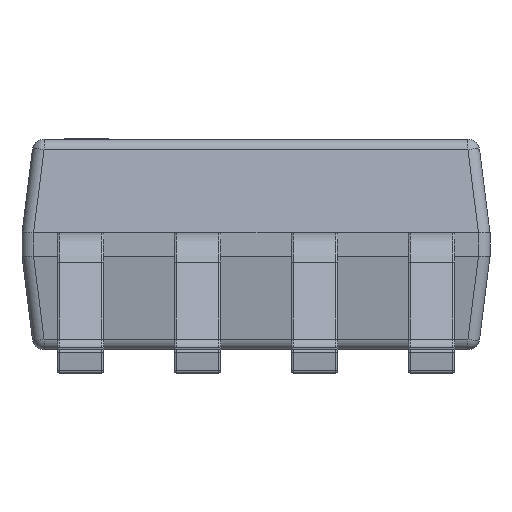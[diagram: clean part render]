
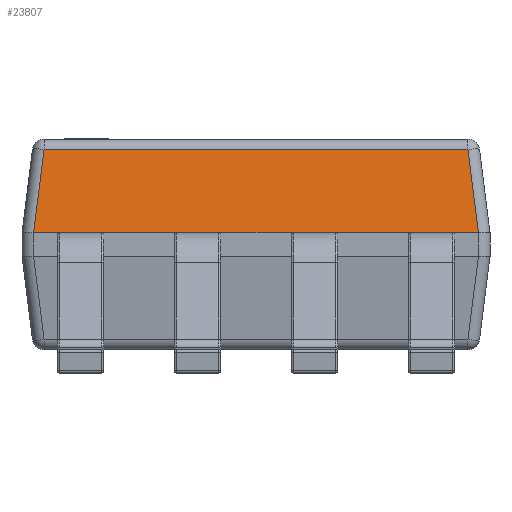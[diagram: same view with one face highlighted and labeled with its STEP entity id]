
A CAD part, left-side view. The second image highlights one B-rep face of the part: STEP entity #23807.
In plain terms, the highlighted planar face has unit normal (-0.992, 0, 0.124).
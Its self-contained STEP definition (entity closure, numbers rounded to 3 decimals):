
#694 = PLANE ( 'NONE',  #14499 ) ;
#853 = ORIENTED_EDGE ( 'NONE', *, *, #1318, .F. ) ;
#972 = VECTOR ( 'NONE', #15731, 1000. ) ;
#1318 = EDGE_CURVE ( 'NONE', #35528, #22436, #36897, .T. ) ;
#1365 = CARTESIAN_POINT ( 'NONE',  ( -1.15, -0.95, 0.6 ) ) ;
#1558 = ORIENTED_EDGE ( 'NONE', *, *, #3760, .T. ) ;
#1920 = ORIENTED_EDGE ( 'NONE', *, *, #15716, .T. ) ;
#1935 = CARTESIAN_POINT ( 'NONE',  ( -1.15, -0.95, 0.6 ) ) ;
#3760 = EDGE_CURVE ( 'NONE', #5012, #36659, #9565, .T. ) ;
#3992 = EDGE_LOOP ( 'NONE', ( #20534, #1920, #853, #35400, #31344, #1558 ) ) ;
#4438 = EDGE_CURVE ( 'NONE', #35528, #11947, #28309, .T. ) ;
#5012 = VERTEX_POINT ( 'NONE', #32364 ) ;
#9565 = LINE ( 'NONE', #35157, #36337 ) ;
#11343 = VECTOR ( 'NONE', #11668, 1000. ) ;
#11668 = DIRECTION ( 'NONE',  ( 0., 1., 0. ) ) ;
#11947 = VERTEX_POINT ( 'NONE', #1935 ) ;
#12587 = CARTESIAN_POINT ( 'NONE',  ( -1.1, 0., 1. ) ) ;
#12887 = CARTESIAN_POINT ( 'NONE',  ( -1.15, -0.95, 0.6 ) ) ;
#13625 = EDGE_CURVE ( 'NONE', #11947, #5012, #23784, .T. ) ;
#14349 =( BOUNDED_CURVE ( )  B_SPLINE_CURVE ( 3, ( #36469, #24471, #15835, #16214 ),
 .UNSPECIFIED., .F., .T. ) 
 B_SPLINE_CURVE_WITH_KNOTS ( ( 4, 4 ),
 ( 6.275, 6.283 ),
 .UNSPECIFIED. ) 
 CURVE ( )  GEOMETRIC_REPRESENTATION_ITEM ( )  RATIONAL_B_SPLINE_CURVE ( ( 1., 1., 1., 1. ) ) 
 REPRESENTATION_ITEM ( '' )  );
#14499 = AXIS2_PLACEMENT_3D ( 'NONE', #12587, #15453, #26907 ) ;
#15453 = DIRECTION ( 'NONE',  ( -0.992, 0., 0.124 ) ) ;
#15716 = EDGE_CURVE ( 'NONE', #16085, #22436, #14349, .T. ) ;
#15731 = DIRECTION ( 'NONE',  ( 0.123, 0.123, 0.985 ) ) ;
#15835 = CARTESIAN_POINT ( 'NONE',  ( -1.15, 0.95, 0.6 ) ) ;
#16085 = VERTEX_POINT ( 'NONE', #16844 ) ;
#16214 = CARTESIAN_POINT ( 'NONE',  ( -1.15, 0.95, 0.6 ) ) ;
#16844 = CARTESIAN_POINT ( 'NONE',  ( -1.15, 0.95, 0.6 ) ) ;
#17592 = DIRECTION ( 'NONE',  ( -0.123, 0.123, -0.985 ) ) ;
#20183 = CARTESIAN_POINT ( 'NONE',  ( -1.086, 0.887, 1.109 ) ) ;
#20534 = ORIENTED_EDGE ( 'NONE', *, *, #23432, .T. ) ;
#20902 = DIRECTION ( 'NONE',  ( 0., 1., 0. ) ) ;
#21352 = CARTESIAN_POINT ( 'NONE',  ( -1.15, -0.95, 0.6 ) ) ;
#21486 = CARTESIAN_POINT ( 'NONE',  ( -1.15, 0.95, 0.6 ) ) ;
#21727 = CARTESIAN_POINT ( 'NONE',  ( -1.15, -0.95, 0.6 ) ) ;
#22436 = VERTEX_POINT ( 'NONE', #21486 ) ;
#22453 = LINE ( 'NONE', #20183, #25855 ) ;
#23432 = EDGE_CURVE ( 'NONE', #36659, #16085, #22453, .T. ) ;
#23784 = LINE ( 'NONE', #27748, #972 ) ;
#23807 = ADVANCED_FACE ( 'NONE', ( #26160 ), #694, .T. ) ;
#24471 = CARTESIAN_POINT ( 'NONE',  ( -1.15, 0.95, 0.6 ) ) ;
#24786 = CARTESIAN_POINT ( 'NONE',  ( -1.105, 0.906, 0.956 ) ) ;
#25855 = VECTOR ( 'NONE', #17592, 1000. ) ;
#26160 = FACE_OUTER_BOUND ( 'NONE', #3992, .T. ) ;
#26907 = DIRECTION ( 'NONE',  ( 0., 1., 0. ) ) ;
#27748 = CARTESIAN_POINT ( 'NONE',  ( -1.086, -0.887, 1.109 ) ) ;
#28309 =( BOUNDED_CURVE ( )  B_SPLINE_CURVE ( 3, ( #12887, #21727, #1365, #21352 ),
 .UNSPECIFIED., .F., .F. ) 
 B_SPLINE_CURVE_WITH_KNOTS ( ( 4, 4 ),
 ( 0., 0.008 ),
 .UNSPECIFIED. ) 
 CURVE ( )  GEOMETRIC_REPRESENTATION_ITEM ( )  RATIONAL_B_SPLINE_CURVE ( ( 1., 1., 1., 1. ) ) 
 REPRESENTATION_ITEM ( '' )  );
#31290 = CARTESIAN_POINT ( 'NONE',  ( -1.15, 1., 0.6 ) ) ;
#31344 = ORIENTED_EDGE ( 'NONE', *, *, #13625, .T. ) ;
#32364 = CARTESIAN_POINT ( 'NONE',  ( -1.105, -0.906, 0.956 ) ) ;
#34367 = CARTESIAN_POINT ( 'NONE',  ( -1.15, -0.95, 0.6 ) ) ;
#35157 = CARTESIAN_POINT ( 'NONE',  ( -1.105, 0., 0.956 ) ) ;
#35400 = ORIENTED_EDGE ( 'NONE', *, *, #4438, .T. ) ;
#35528 = VERTEX_POINT ( 'NONE', #34367 ) ;
#36337 = VECTOR ( 'NONE', #20902, 1000. ) ;
#36469 = CARTESIAN_POINT ( 'NONE',  ( -1.15, 0.95, 0.6 ) ) ;
#36659 = VERTEX_POINT ( 'NONE', #24786 ) ;
#36897 = LINE ( 'NONE', #31290, #11343 ) ;
